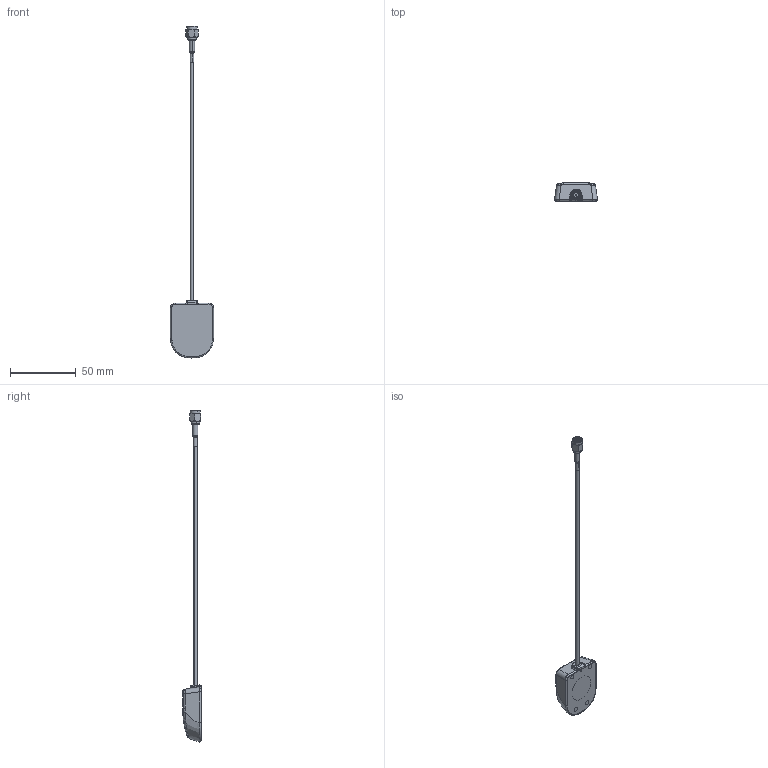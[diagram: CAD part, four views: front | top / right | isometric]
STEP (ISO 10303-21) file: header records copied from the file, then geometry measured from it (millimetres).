
FILE_DESCRIPTION (( 'STEP AP214' ), '1' );
FILE_NAME ('AA.108.301111_Web.STEP', '2020-01-02T06:09:39', ( '' ), ( '' ), 'SwSTEP 2.0', 'SolidWorks 2017', '' );
FILE_SCHEMA (( 'AUTOMOTIVE_DESIGN' ));
Length unit declared in the file: millimetre
Products named in the file (1): AA.108.301111_Web
Bounding box: 32.7 x 14.2 x 252.28 mm (x, y, z)
Surface area: 6917.6 mm2 (no closed solid volume)
Topology: 0 solids, 7 shells, 148 faces, 461 edges, 315 vertices
Faces by surface type: bspline 57, cylinder 55, plane 28, cone 8
Entity records: 13232 total; most frequent: CARTESIAN_POINT 8249, ORIENTED_EDGE 783, DIRECTION 464, EDGE_CURVE 459, VERTEX_POINT 315, B_SPLINE_CURVE_WITH_KNOTS 224, AXIS2_PLACEMENT_3D 177, EDGE_LOOP 159
